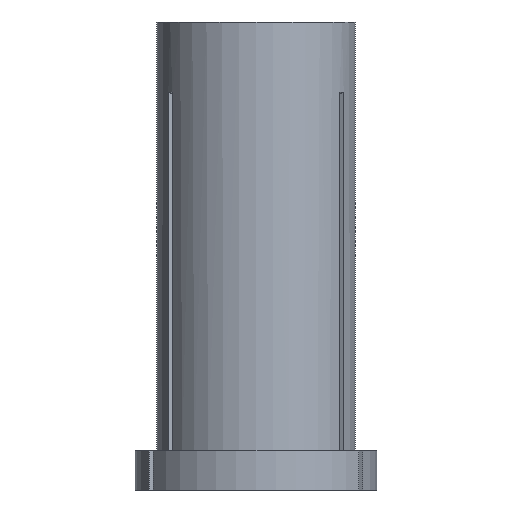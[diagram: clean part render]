
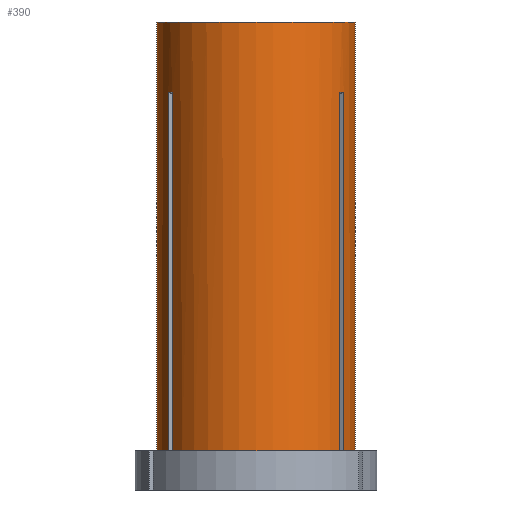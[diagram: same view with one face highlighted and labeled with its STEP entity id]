
A CAD part, front view. The second image highlights one B-rep face of the part: STEP entity #390.
In plain terms, the highlighted cylindrical face has radius 12.7 mm (diameter 25.4 mm), a partial arc.
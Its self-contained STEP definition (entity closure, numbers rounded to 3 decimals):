
#19 = VERTEX_POINT ( 'NONE', #416 ) ;
#72 = DIRECTION ( 'NONE',  ( 0., 0., 1. ) ) ;
#75 = ORIENTED_EDGE ( 'NONE', *, *, #401, .F. ) ;
#90 = CARTESIAN_POINT ( 'NONE',  ( -10.74, -6.778, -9.003 ) ) ;
#116 = CARTESIAN_POINT ( 'NONE',  ( 10.74, -6.778, -9.003 ) ) ;
#117 = LINE ( 'NONE', #1005, #220 ) ;
#119 = CARTESIAN_POINT ( 'NONE',  ( 10.74, -6.778, -55. ) ) ;
#130 = VERTEX_POINT ( 'NONE', #90 ) ;
#147 = VERTEX_POINT ( 'NONE', #618 ) ;
#149 = DIRECTION ( 'NONE',  ( 0., 0., 1. ) ) ;
#177 = CARTESIAN_POINT ( 'NONE',  ( 0., 0., -55. ) ) ;
#192 = ORIENTED_EDGE ( 'NONE', *, *, #876, .T. ) ;
#195 = LINE ( 'NONE', #802, #328 ) ;
#199 = DIRECTION ( 'NONE',  ( 1., 0., 0. ) ) ;
#203 = DIRECTION ( 'NONE',  ( 0., 0., 1. ) ) ;
#205 = DIRECTION ( 'NONE',  ( 0., 0., 1. ) ) ;
#215 = ORIENTED_EDGE ( 'NONE', *, *, #1128, .F. ) ;
#216 = CIRCLE ( 'NONE', #978, 12.7 ) ;
#220 = VECTOR ( 'NONE', #1083, 1000. ) ;
#229 = CARTESIAN_POINT ( 'NONE',  ( -11.24, -5.912, -9.003 ) ) ;
#232 = FACE_OUTER_BOUND ( 'NONE', #364, .T. ) ;
#235 = VERTEX_POINT ( 'NONE', #653 ) ;
#252 = DIRECTION ( 'NONE',  ( 1., 0., 0. ) ) ;
#265 = DIRECTION ( 'NONE',  ( 0., 0., 1. ) ) ;
#275 = CARTESIAN_POINT ( 'NONE',  ( -11.24, -5.912, -9.003 ) ) ;
#280 = CARTESIAN_POINT ( 'NONE',  ( -10.829, -6.637, -9.001 ) ) ;
#302 = AXIS2_PLACEMENT_3D ( 'NONE', #396, #72, #1113 ) ;
#322 = CYLINDRICAL_SURFACE ( 'NONE', #856, 12.7 ) ;
#328 = VECTOR ( 'NONE', #265, 1000. ) ;
#351 = CARTESIAN_POINT ( 'NONE',  ( 12.7, 0., 0. ) ) ;
#361 = CARTESIAN_POINT ( 'NONE',  ( -11.001, -6.353, -8.999 ) ) ;
#362 = B_SPLINE_CURVE_WITH_KNOTS ( 'NONE', 3,
 ( #116, #990, #473, #463, #465, #535 ),
 .UNSPECIFIED., .F., .F.,
 ( 4, 2, 4 ),
 ( 0.07, 0.07, 0.071 ),
 .UNSPECIFIED. ) ;
#364 = EDGE_LOOP ( 'NONE', ( #75, #709, #806, #502, #679, #1071, #192, #646, #215, #913, #481, #1064 ) ) ;
#367 = DIRECTION ( 'NONE',  ( 0., 0., 1. ) ) ;
#372 = CARTESIAN_POINT ( 'NONE',  ( 11.24, -5.912, -55. ) ) ;
#390 = ADVANCED_FACE ( 'NONE', ( #232 ), #322, .T. ) ;
#396 = CARTESIAN_POINT ( 'NONE',  ( 0., 0., -55. ) ) ;
#401 = EDGE_CURVE ( 'NONE', #412, #235, #117, .T. ) ;
#406 = EDGE_CURVE ( 'NONE', #147, #415, #564, .T. ) ;
#407 = CARTESIAN_POINT ( 'NONE',  ( -11.24, -5.912, 0. ) ) ;
#410 = LINE ( 'NONE', #351, #1041 ) ;
#412 = VERTEX_POINT ( 'NONE', #588 ) ;
#415 = VERTEX_POINT ( 'NONE', #229 ) ;
#416 = CARTESIAN_POINT ( 'NONE',  ( 11.24, -5.912, -9.003 ) ) ;
#429 = EDGE_CURVE ( 'NONE', #235, #813, #444, .T. ) ;
#444 = CIRCLE ( 'NONE', #766, 12.7 ) ;
#457 = LINE ( 'NONE', #612, #899 ) ;
#463 = CARTESIAN_POINT ( 'NONE',  ( 11.083, -6.204, -9. ) ) ;
#465 = CARTESIAN_POINT ( 'NONE',  ( 11.163, -6.059, -9.001 ) ) ;
#473 = CARTESIAN_POINT ( 'NONE',  ( 10.916, -6.493, -9. ) ) ;
#481 = ORIENTED_EDGE ( 'NONE', *, *, #630, .T. ) ;
#499 = EDGE_CURVE ( 'NONE', #412, #147, #599, .T. ) ;
#502 = ORIENTED_EDGE ( 'NONE', *, *, #623, .T. ) ;
#535 = CARTESIAN_POINT ( 'NONE',  ( 11.24, -5.912, -9.003 ) ) ;
#542 = CARTESIAN_POINT ( 'NONE',  ( -11.162, -6.06, -9.001 ) ) ;
#564 = LINE ( 'NONE', #407, #669 ) ;
#588 = CARTESIAN_POINT ( 'NONE',  ( -12.7, 0., -55. ) ) ;
#594 = DIRECTION ( 'NONE',  ( 1., 0., 0. ) ) ;
#599 = CIRCLE ( 'NONE', #302, 12.7 ) ;
#612 = CARTESIAN_POINT ( 'NONE',  ( -10.74, -6.778, 0. ) ) ;
#618 = CARTESIAN_POINT ( 'NONE',  ( -11.24, -5.912, -55. ) ) ;
#623 = EDGE_CURVE ( 'NONE', #415, #130, #627, .T. ) ;
#627 = B_SPLINE_CURVE_WITH_KNOTS ( 'NONE', 3,
 ( #275, #542, #361, #280, #1061 ),
 .UNSPECIFIED., .F., .F.,
 ( 4, 1, 4 ),
 ( 0.063, 0.063, 0.064 ),
 .UNSPECIFIED. ) ;
#630 = EDGE_CURVE ( 'NONE', #886, #813, #410, .T. ) ;
#646 = ORIENTED_EDGE ( 'NONE', *, *, #689, .T. ) ;
#653 = CARTESIAN_POINT ( 'NONE',  ( -12.7, 0., 0. ) ) ;
#658 = AXIS2_PLACEMENT_3D ( 'NONE', #177, #905, #199 ) ;
#661 = VERTEX_POINT ( 'NONE', #372 ) ;
#667 = VERTEX_POINT ( 'NONE', #996 ) ;
#669 = VECTOR ( 'NONE', #149, 1000. ) ;
#679 = ORIENTED_EDGE ( 'NONE', *, *, #730, .F. ) ;
#682 = VERTEX_POINT ( 'NONE', #739 ) ;
#689 = EDGE_CURVE ( 'NONE', #667, #19, #362, .T. ) ;
#691 = LINE ( 'NONE', #920, #758 ) ;
#705 = CARTESIAN_POINT ( 'NONE',  ( 12.7, 0., 0. ) ) ;
#709 = ORIENTED_EDGE ( 'NONE', *, *, #499, .T. ) ;
#726 = EDGE_CURVE ( 'NONE', #661, #886, #885, .T. ) ;
#730 = EDGE_CURVE ( 'NONE', #682, #130, #457, .T. ) ;
#739 = CARTESIAN_POINT ( 'NONE',  ( -10.74, -6.778, -55. ) ) ;
#752 = CARTESIAN_POINT ( 'NONE',  ( 12.7, 0., -55. ) ) ;
#757 = CARTESIAN_POINT ( 'NONE',  ( 0., 0., 0. ) ) ;
#758 = VECTOR ( 'NONE', #205, 1000. ) ;
#766 = AXIS2_PLACEMENT_3D ( 'NONE', #1018, #1106, #594 ) ;
#802 = CARTESIAN_POINT ( 'NONE',  ( 11.24, -5.912, 0. ) ) ;
#806 = ORIENTED_EDGE ( 'NONE', *, *, #406, .T. ) ;
#811 = DIRECTION ( 'NONE',  ( 0., 0., 1. ) ) ;
#813 = VERTEX_POINT ( 'NONE', #705 ) ;
#840 = EDGE_CURVE ( 'NONE', #682, #903, #216, .T. ) ;
#856 = AXIS2_PLACEMENT_3D ( 'NONE', #757, #203, #911 ) ;
#876 = EDGE_CURVE ( 'NONE', #903, #667, #691, .T. ) ;
#885 = CIRCLE ( 'NONE', #658, 12.7 ) ;
#886 = VERTEX_POINT ( 'NONE', #752 ) ;
#899 = VECTOR ( 'NONE', #367, 1000. ) ;
#903 = VERTEX_POINT ( 'NONE', #119 ) ;
#905 = DIRECTION ( 'NONE',  ( 0., 0., 1. ) ) ;
#911 = DIRECTION ( 'NONE',  ( 1., 0., 0. ) ) ;
#913 = ORIENTED_EDGE ( 'NONE', *, *, #726, .T. ) ;
#920 = CARTESIAN_POINT ( 'NONE',  ( 10.74, -6.778, 0. ) ) ;
#978 = AXIS2_PLACEMENT_3D ( 'NONE', #1127, #1073, #252 ) ;
#990 = CARTESIAN_POINT ( 'NONE',  ( 10.829, -6.636, -9.001 ) ) ;
#996 = CARTESIAN_POINT ( 'NONE',  ( 10.74, -6.778, -9.003 ) ) ;
#1005 = CARTESIAN_POINT ( 'NONE',  ( -12.7, 0., 0. ) ) ;
#1018 = CARTESIAN_POINT ( 'NONE',  ( 0., 0., 0. ) ) ;
#1041 = VECTOR ( 'NONE', #811, 1000. ) ;
#1061 = CARTESIAN_POINT ( 'NONE',  ( -10.74, -6.778, -9.003 ) ) ;
#1064 = ORIENTED_EDGE ( 'NONE', *, *, #429, .F. ) ;
#1071 = ORIENTED_EDGE ( 'NONE', *, *, #840, .T. ) ;
#1073 = DIRECTION ( 'NONE',  ( 0., 0., 1. ) ) ;
#1083 = DIRECTION ( 'NONE',  ( 0., 0., 1. ) ) ;
#1106 = DIRECTION ( 'NONE',  ( 0., 0., 1. ) ) ;
#1113 = DIRECTION ( 'NONE',  ( 1., 0., 0. ) ) ;
#1127 = CARTESIAN_POINT ( 'NONE',  ( 0., 0., -55. ) ) ;
#1128 = EDGE_CURVE ( 'NONE', #661, #19, #195, .T. ) ;
